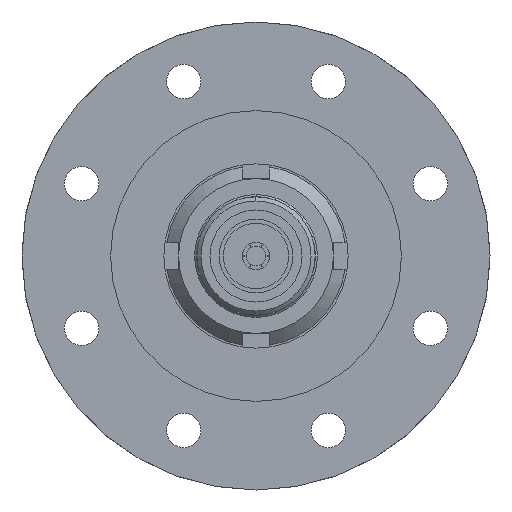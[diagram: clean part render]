
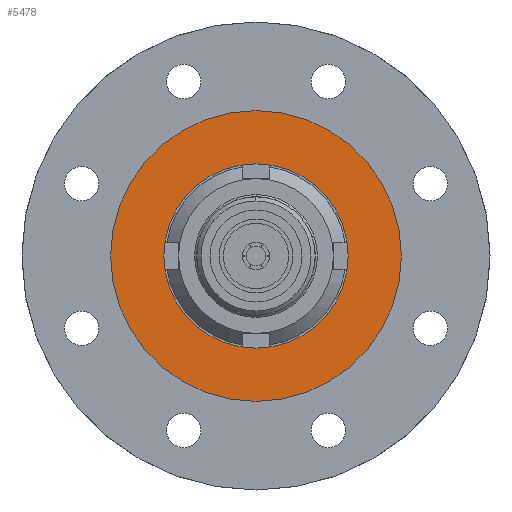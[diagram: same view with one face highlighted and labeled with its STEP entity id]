
A CAD part, front view. The second image highlights one B-rep face of the part: STEP entity #5478.
In plain terms, the highlighted planar face has unit normal (0, -1, 0).
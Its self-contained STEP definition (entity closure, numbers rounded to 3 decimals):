
#2 = CARTESIAN_POINT ( 'NONE',  ( 0., -12.7, 15. ) ) ;
#102 = VERTEX_POINT ( 'NONE', #4099 ) ;
#207 = DIRECTION ( 'NONE',  ( 0., 0., 1. ) ) ;
#236 = CARTESIAN_POINT ( 'NONE',  ( 0., -12.7, 0. ) ) ;
#602 = CIRCLE ( 'NONE', #4365, 41.25 ) ;
#823 = EDGE_LOOP ( 'NONE', ( #3793, #5483 ) ) ;
#1039 = EDGE_CURVE ( 'NONE', #102, #5967, #602, .T. ) ;
#1148 = DIRECTION ( 'NONE',  ( 0., 0., 1. ) ) ;
#1389 = DIRECTION ( 'NONE',  ( 0., 0., 1. ) ) ;
#1647 = CARTESIAN_POINT ( 'NONE',  ( 0., -12.7, 0. ) ) ;
#1702 = CARTESIAN_POINT ( 'NONE',  ( 0., -12.7, 0. ) ) ;
#2110 = AXIS2_PLACEMENT_3D ( 'NONE', #2446, #2990, #5002 ) ;
#2128 = VERTEX_POINT ( 'NONE', #6083 ) ;
#2134 = ORIENTED_EDGE ( 'NONE', *, *, #1039, .F. ) ;
#2363 = CARTESIAN_POINT ( 'NONE',  ( 0., -12.7, 0. ) ) ;
#2446 = CARTESIAN_POINT ( 'NONE',  ( 0., -12.7, 0. ) ) ;
#2570 = EDGE_CURVE ( 'NONE', #5967, #102, #6309, .T. ) ;
#2613 = AXIS2_PLACEMENT_3D ( 'NONE', #236, #4828, #207 ) ;
#2990 = DIRECTION ( 'NONE',  ( 0., 1., 0. ) ) ;
#3051 = EDGE_CURVE ( 'NONE', #4934, #2128, #4380, .T. ) ;
#3474 = DIRECTION ( 'NONE',  ( 0., 1., 0. ) ) ;
#3643 = DIRECTION ( 'NONE',  ( 0., 1., 0. ) ) ;
#3682 = AXIS2_PLACEMENT_3D ( 'NONE', #1702, #4734, #3760 ) ;
#3760 = DIRECTION ( 'NONE',  ( 0., 0., 1. ) ) ;
#3793 = ORIENTED_EDGE ( 'NONE', *, *, #3051, .T. ) ;
#3873 = CARTESIAN_POINT ( 'NONE',  ( 0., -12.7, -41.25 ) ) ;
#4099 = CARTESIAN_POINT ( 'NONE',  ( 0., -12.7, 41.25 ) ) ;
#4283 = FACE_BOUND ( 'NONE', #823, .T. ) ;
#4365 = AXIS2_PLACEMENT_3D ( 'NONE', #2363, #3474, #1389 ) ;
#4380 = CIRCLE ( 'NONE', #6636, 15. ) ;
#4734 = DIRECTION ( 'NONE',  ( 0., 1., 0. ) ) ;
#4828 = DIRECTION ( 'NONE',  ( 0., 1., 0. ) ) ;
#4934 = VERTEX_POINT ( 'NONE', #2 ) ;
#5002 = DIRECTION ( 'NONE',  ( 0., 0., 1. ) ) ;
#5101 = EDGE_CURVE ( 'NONE', #2128, #4934, #6582, .T. ) ;
#5457 = EDGE_LOOP ( 'NONE', ( #2134, #6089 ) ) ;
#5478 = ADVANCED_FACE ( 'NONE', ( #4283, #5819 ), #6438, .F. ) ;
#5483 = ORIENTED_EDGE ( 'NONE', *, *, #5101, .T. ) ;
#5819 = FACE_OUTER_BOUND ( 'NONE', #5457, .T. ) ;
#5967 = VERTEX_POINT ( 'NONE', #3873 ) ;
#6083 = CARTESIAN_POINT ( 'NONE',  ( 0., -12.7, -15. ) ) ;
#6089 = ORIENTED_EDGE ( 'NONE', *, *, #2570, .F. ) ;
#6309 = CIRCLE ( 'NONE', #2110, 41.25 ) ;
#6438 = PLANE ( 'NONE',  #2613 ) ;
#6582 = CIRCLE ( 'NONE', #3682, 15. ) ;
#6636 = AXIS2_PLACEMENT_3D ( 'NONE', #1647, #3643, #1148 ) ;
